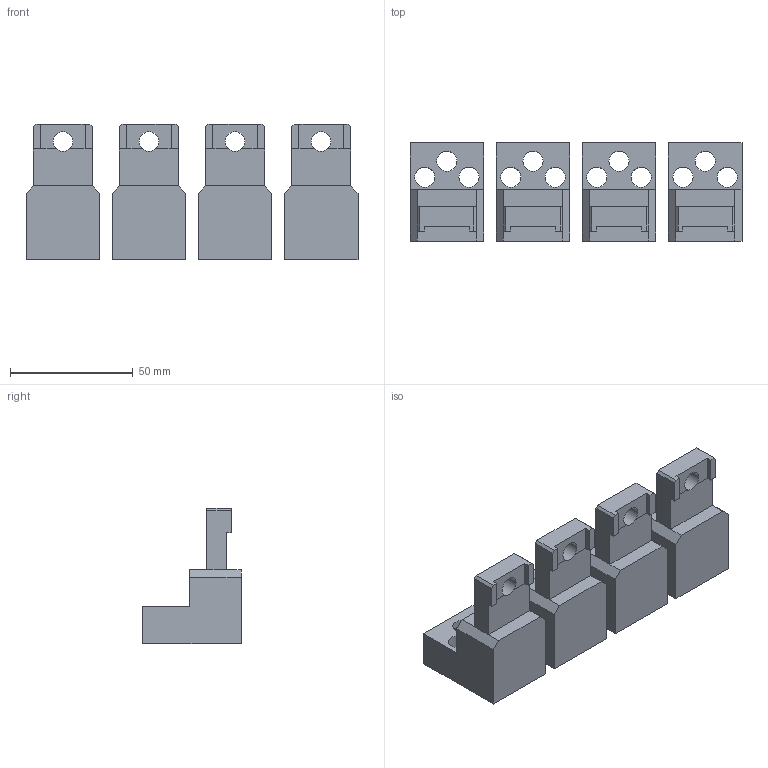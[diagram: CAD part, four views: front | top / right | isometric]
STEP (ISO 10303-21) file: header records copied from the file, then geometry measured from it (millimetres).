
FILE_DESCRIPTION(('CATIA V5 STEP Exchange'),'2;1');
FILE_NAME('1SDH001295R0536_1PA_001_00_XT3_4P_PLUG-IN_MC_INF.stp','2014-11-11T15:31:25+00:00',('none'),('none'),'CATIA Version 5 Release 20 SP 1 (IN-10)','CATIA V5 STEP AP214','none');
FILE_SCHEMA(('AUTOMOTIVE_DESIGN { 1 0 10303 214 1 1 1 1 }'));
Length unit declared in the file: millimetre
Products named in the file (1): 1SDH001295R0536_1PA_001_00_XT3_4P_PLUG-IN_MC_INF
Bounding box: 135 x 40 x 55 mm (x, y, z)
Volume: 93590 mm3; surface area: 45398.8 mm2
Topology: 4 solids, 4 shells, 216 faces, 576 edges, 376 vertices
Faces by surface type: plane 112, cylinder 104
Entity records: 7060 total; most frequent: CARTESIAN_POINT 2019, ORIENTED_EDGE 1152, DIRECTION 740, EDGE_CURVE 576, VERTEX_POINT 376, VECTOR 360, LINE 360, EDGE_LOOP 304
